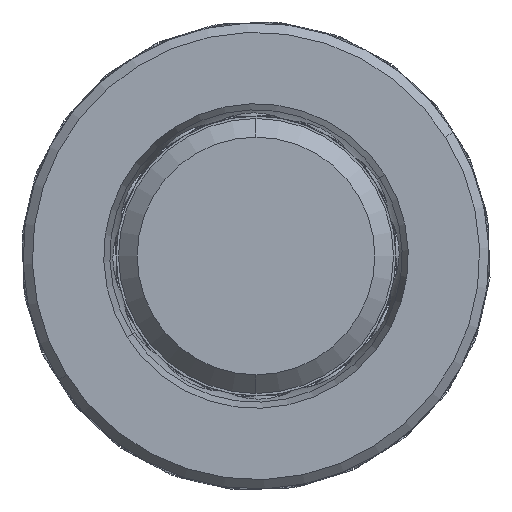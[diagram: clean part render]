
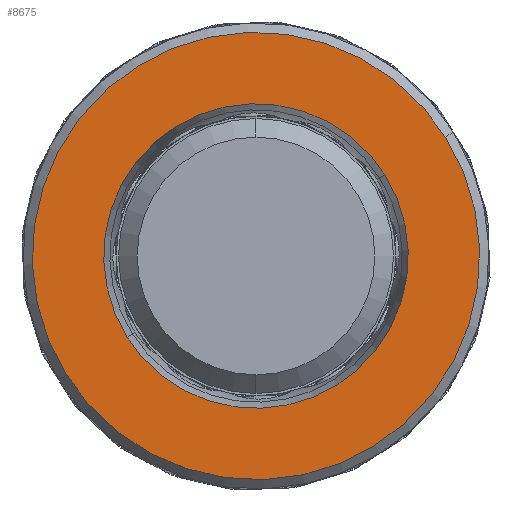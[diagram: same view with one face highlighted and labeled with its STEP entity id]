
A CAD part, front view. The second image highlights one B-rep face of the part: STEP entity #8675.
In plain terms, the highlighted planar face has unit normal (0, -1, 0).
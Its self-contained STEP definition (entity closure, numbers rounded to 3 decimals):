
#221 = CARTESIAN_POINT ( 'NONE',  ( 221.174, -6.032, -24. ) ) ;
#391 = VERTEX_POINT ( 'NONE', #221 ) ;
#502 = CIRCLE ( 'NONE', #17618, 16.34 ) ;
#504 = FACE_OUTER_BOUND ( 'NONE', #10562, .T. ) ;
#657 = CARTESIAN_POINT ( 'NONE',  ( 197.174, -6.032, 0. ) ) ;
#4037 = ORIENTED_EDGE ( 'NONE', *, *, #13844, .T. ) ;
#6416 = DIRECTION ( 'NONE',  ( 0., -1., 0. ) ) ;
#6889 = CIRCLE ( 'NONE', #17512, 24. ) ;
#6945 = AXIS2_PLACEMENT_3D ( 'NONE', #21047, #14111, #10660 ) ;
#7735 = CARTESIAN_POINT ( 'NONE',  ( 221.174, -6.032, 0. ) ) ;
#8675 = ADVANCED_FACE ( 'NONE', ( #19160, #504 ), #11133, .F. ) ;
#8678 = CARTESIAN_POINT ( 'NONE',  ( 221.174, -6.032, 24. ) ) ;
#9292 = EDGE_CURVE ( 'NONE', #11090, #22147, #20787, .T. ) ;
#9455 = DIRECTION ( 'NONE',  ( 0., 0., 1. ) ) ;
#9527 = ORIENTED_EDGE ( 'NONE', *, *, #15019, .T. ) ;
#10562 = EDGE_LOOP ( 'NONE', ( #4037, #9527 ) ) ;
#10660 = DIRECTION ( 'NONE',  ( 0., 0., -1. ) ) ;
#11090 = VERTEX_POINT ( 'NONE', #13332 ) ;
#11133 = PLANE ( 'NONE',  #15529 ) ;
#12145 = CARTESIAN_POINT ( 'NONE',  ( 221.174, -6.032, 0. ) ) ;
#13312 = CARTESIAN_POINT ( 'NONE',  ( 221.174, -6.032, -16.34 ) ) ;
#13332 = CARTESIAN_POINT ( 'NONE',  ( 221.174, -6.032, 16.34 ) ) ;
#13606 = EDGE_LOOP ( 'NONE', ( #22421, #16033 ) ) ;
#13844 = EDGE_CURVE ( 'NONE', #19719, #391, #6889, .T. ) ;
#14111 = DIRECTION ( 'NONE',  ( 0., -1., 0. ) ) ;
#15001 = CARTESIAN_POINT ( 'NONE',  ( 221.174, -6.032, 0. ) ) ;
#15019 = EDGE_CURVE ( 'NONE', #391, #19719, #22512, .T. ) ;
#15509 = DIRECTION ( 'NONE',  ( 0., 0., -1. ) ) ;
#15529 = AXIS2_PLACEMENT_3D ( 'NONE', #657, #16424, #9455 ) ;
#16033 = ORIENTED_EDGE ( 'NONE', *, *, #9292, .F. ) ;
#16424 = DIRECTION ( 'NONE',  ( 0., 1., 0. ) ) ;
#17512 = AXIS2_PLACEMENT_3D ( 'NONE', #12145, #21055, #15509 ) ;
#17618 = AXIS2_PLACEMENT_3D ( 'NONE', #15001, #6416, #18752 ) ;
#18164 = AXIS2_PLACEMENT_3D ( 'NONE', #7735, #21751, #21528 ) ;
#18752 = DIRECTION ( 'NONE',  ( 0., 0., -1. ) ) ;
#18859 = EDGE_CURVE ( 'NONE', #22147, #11090, #502, .T. ) ;
#19160 = FACE_BOUND ( 'NONE', #13606, .T. ) ;
#19719 = VERTEX_POINT ( 'NONE', #8678 ) ;
#20787 = CIRCLE ( 'NONE', #18164, 16.34 ) ;
#21047 = CARTESIAN_POINT ( 'NONE',  ( 221.174, -6.032, 0. ) ) ;
#21055 = DIRECTION ( 'NONE',  ( 0., -1., 0. ) ) ;
#21528 = DIRECTION ( 'NONE',  ( 0., 0., -1. ) ) ;
#21751 = DIRECTION ( 'NONE',  ( 0., -1., 0. ) ) ;
#22147 = VERTEX_POINT ( 'NONE', #13312 ) ;
#22421 = ORIENTED_EDGE ( 'NONE', *, *, #18859, .F. ) ;
#22512 = CIRCLE ( 'NONE', #6945, 24. ) ;
